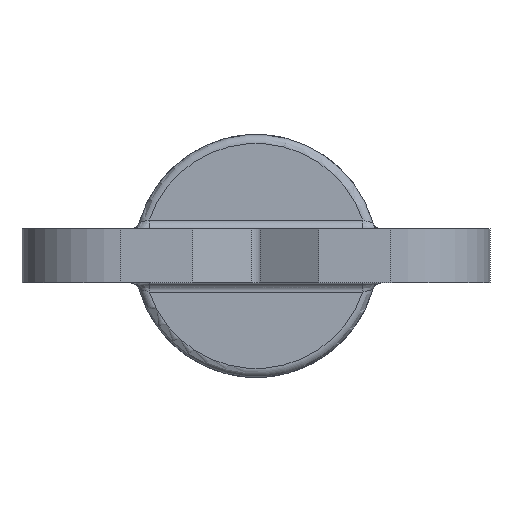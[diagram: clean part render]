
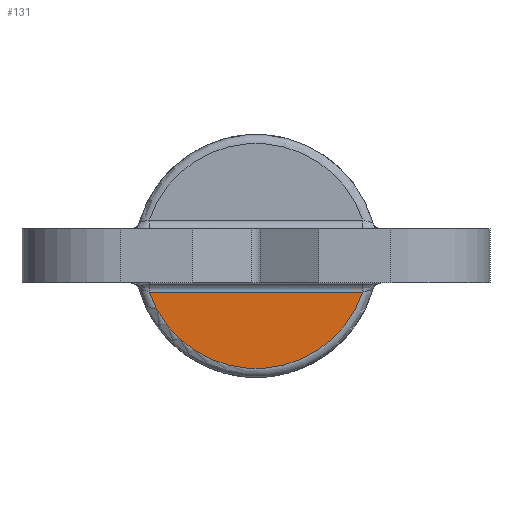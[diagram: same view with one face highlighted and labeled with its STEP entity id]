
A CAD part, left-side view. The second image highlights one B-rep face of the part: STEP entity #131.
In plain terms, the highlighted planar face has unit normal (-1, 0, 0).
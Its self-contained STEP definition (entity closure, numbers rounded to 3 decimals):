
#131 = ADVANCED_FACE( '', ( #289 ), #290, .T. );
#289 = FACE_OUTER_BOUND( '', #805, .T. );
#290 = PLANE( '', #806 );
#805 = EDGE_LOOP( '', ( #1449, #1450 ) );
#806 = AXIS2_PLACEMENT_3D( '', #1451, #1452, #1453 );
#1449 = ORIENTED_EDGE( '', *, *, #1744, .T. );
#1450 = ORIENTED_EDGE( '', *, *, #1815, .T. );
#1451 = CARTESIAN_POINT( '', ( 29., 0., 13.5 ) );
#1452 = DIRECTION( '', ( -1., 0., 0. ) );
#1453 = DIRECTION( '', ( 0., 0., 1. ) );
#1744 = EDGE_CURVE( '', #1949, #1957, #1959, .T. );
#1815 = EDGE_CURVE( '', #1957, #1949, #2069, .F. );
#1949 = VERTEX_POINT( '', #2234 );
#1957 = VERTEX_POINT( '', #2318 );
#1959 = CIRCLE( '', #2358, 12.5 );
#2069 = LINE( '', #2931, #2932 );
#2234 = CARTESIAN_POINT( '', ( 29., 11.843, -4. ) );
#2318 = CARTESIAN_POINT( '', ( 29., -11.843, -4. ) );
#2358 = AXIS2_PLACEMENT_3D( '', #3256, #3257, #3258 );
#2931 = CARTESIAN_POINT( '', ( 29., 0., -4. ) );
#2932 = VECTOR( '', #3331, 1000. );
#3256 = CARTESIAN_POINT( '', ( 29., 0., 0. ) );
#3257 = DIRECTION( '', ( -1., 0., 0. ) );
#3258 = DIRECTION( '', ( 0., 0., 1. ) );
#3331 = DIRECTION( '', ( 0., -1., 0. ) );
